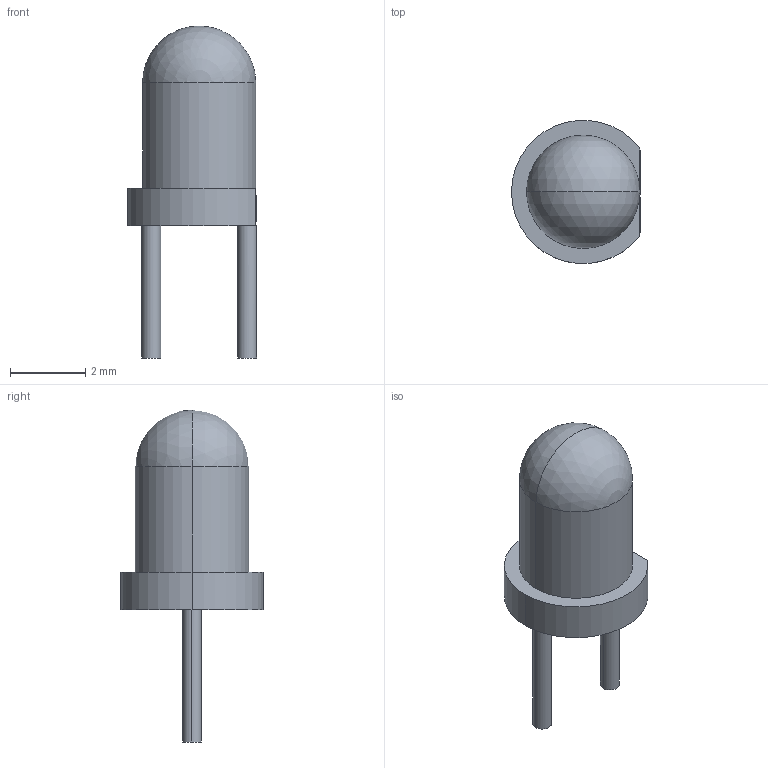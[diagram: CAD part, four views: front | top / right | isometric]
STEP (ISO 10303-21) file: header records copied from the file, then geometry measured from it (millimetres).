
FILE_DESCRIPTION (( 'STEP AP214' ), '1' );
FILE_NAME ('LED-TH_BD3.8-P2.54-FD_GREEN.step', '2022-07-08T13:16:29', ( '' ), ( '' ), 'SwSTEP 2.0', 'SolidWorks 2020', '' );
FILE_SCHEMA (( 'AUTOMOTIVE_DESIGN' ));
Length unit declared in the file: millimetre
Products named in the file (1): LED-TH_BD3.8-P2.54-FD_GREEN
Bounding box: 3.42 x 3.79 x 8.8 mm (x, y, z)
Volume: 38.9 mm3; surface area: 77.8 mm2
Topology: 1 solids, 1 shells, 240 faces, 653 edges, 433 vertices
Faces by surface type: plane 132, bspline 98, cylinder 8, sphere 2
Entity records: 10679 total; most frequent: CARTESIAN_POINT 2627, ORIENTED_EDGE 1298, DIRECTION 755, EDGE_CURVE 649, VERTEX_POINT 431, VECTOR 429, LINE 429, EDGE_LOOP 260
